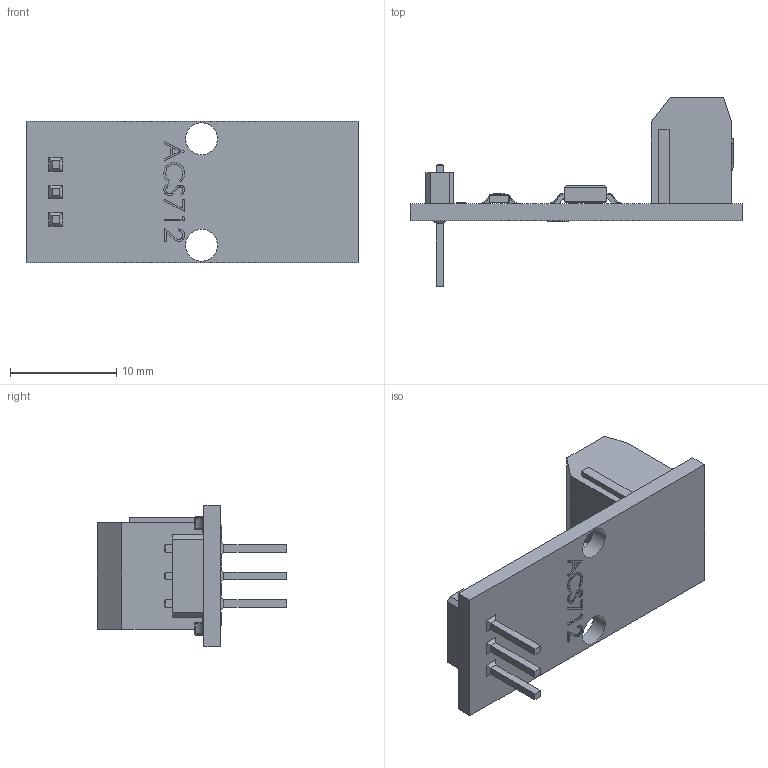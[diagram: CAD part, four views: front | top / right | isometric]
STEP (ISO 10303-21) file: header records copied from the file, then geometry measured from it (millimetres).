
FILE_DESCRIPTION(/* description */ (''),/* implementation_level */ '2;1');
FILE_NAME(/* name */ 'ACS712.step',/* time_stamp */ '2019-05-23T22:21:03+02:00',/* author */ (''),/* organization */ (''),/* preprocessor_version */ 'ST-DEVELOPER v18',/* originating_system */ 'Autodesk Translation Framework v8.2.0.1029',/* authorisation */ '');
FILE_SCHEMA (('AUTOMOTIVE_DESIGN { 1 0 10303 214 3 1 1 }'));
Length unit declared in the file: millimetre
Products named in the file (1): ACS712
Bounding box: 31.19 x 17.78 x 13.3 mm (x, y, z)
Volume: 1358.4 mm3; surface area: 1972.8 mm2
Topology: 4 solids, 6 shells, 575 faces, 1502 edges, 982 vertices
Faces by surface type: plane 405, bspline 150, cylinder 20
Full cylindrical faces by diameter (mm): 3 x2, 3.35 x2
Entity records: 35628 total; most frequent: CARTESIAN_POINT 22133, ORIENTED_EDGE 3004, DIRECTION 2071, EDGE_CURVE 1502, LINE 1119, VECTOR 1119, VERTEX_POINT 982, EDGE_LOOP 638
